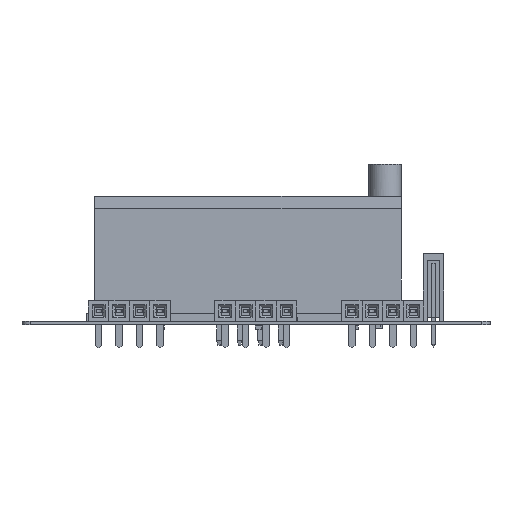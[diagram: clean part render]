
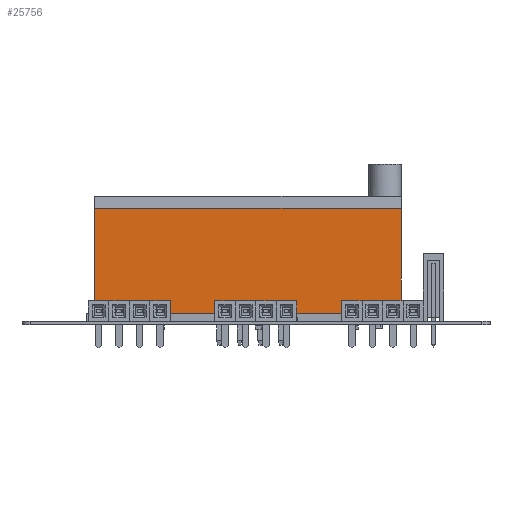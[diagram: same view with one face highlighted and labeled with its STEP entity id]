
A CAD part, left-side view. The second image highlights one B-rep face of the part: STEP entity #25756.
In plain terms, the highlighted face is planar.
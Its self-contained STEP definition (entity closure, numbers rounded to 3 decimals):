
#25392 = VERTEX_POINT('',#25393);
#25393 = CARTESIAN_POINT('',(1.,-1.,14.));
#25399 = EDGE_CURVE('',#25400,#25392,#25402,.T.);
#25400 = VERTEX_POINT('',#25401);
#25401 = CARTESIAN_POINT('',(1.,-1.,1.));
#25402 = LINE('',#25403,#25404);
#25403 = CARTESIAN_POINT('',(1.,-1.,1.));
#25404 = VECTOR('',#25405,1.);
#25405 = DIRECTION('',(0.,0.,1.));
#25686 = EDGE_CURVE('',#25400,#25687,#25689,.T.);
#25687 = VERTEX_POINT('',#25688);
#25688 = CARTESIAN_POINT('',(39.,-1.,1.));
#25689 = LINE('',#25690,#25691);
#25690 = CARTESIAN_POINT('',(29.5,-1.,1.));
#25691 = VECTOR('',#25692,1.);
#25692 = DIRECTION('',(1.,0.,0.));
#25736 = EDGE_CURVE('',#25687,#25737,#25739,.T.);
#25737 = VERTEX_POINT('',#25738);
#25738 = CARTESIAN_POINT('',(39.,-1.,14.));
#25739 = LINE('',#25740,#25741);
#25740 = CARTESIAN_POINT('',(39.,-1.,1.));
#25741 = VECTOR('',#25742,1.);
#25742 = DIRECTION('',(0.,0.,1.));
#25756 = ADVANCED_FACE('',(#25757),#25768,.T.);
#25757 = FACE_BOUND('',#25758,.T.);
#25758 = EDGE_LOOP('',(#25759,#25760,#25761,#25767));
#25759 = ORIENTED_EDGE('',*,*,#25686,.F.);
#25760 = ORIENTED_EDGE('',*,*,#25399,.T.);
#25761 = ORIENTED_EDGE('',*,*,#25762,.F.);
#25762 = EDGE_CURVE('',#25737,#25392,#25763,.T.);
#25763 = LINE('',#25764,#25765);
#25764 = CARTESIAN_POINT('',(1.,-1.,14.));
#25765 = VECTOR('',#25766,1.);
#25766 = DIRECTION('',(-1.,0.,0.));
#25767 = ORIENTED_EDGE('',*,*,#25736,.F.);
#25768 = PLANE('',#25769);
#25769 = AXIS2_PLACEMENT_3D('',#25770,#25771,#25772);
#25770 = CARTESIAN_POINT('',(39.,-1.,1.));
#25771 = DIRECTION('',(0.,1.,0.));
#25772 = DIRECTION('',(-1.,0.,0.));
